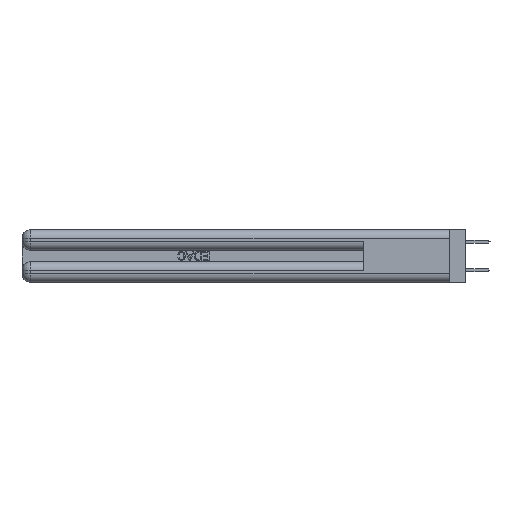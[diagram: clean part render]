
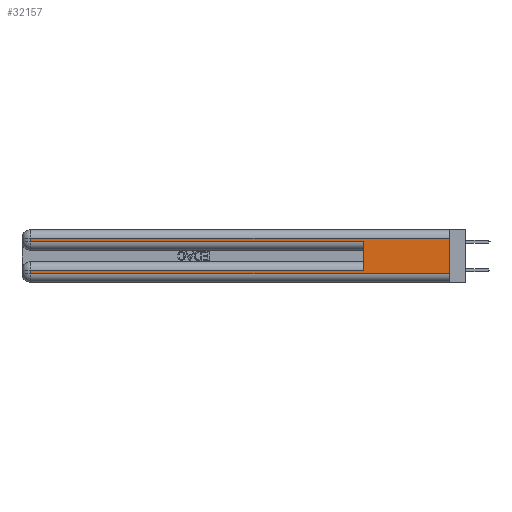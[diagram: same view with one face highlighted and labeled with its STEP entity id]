
A CAD part, left-side view. The second image highlights one B-rep face of the part: STEP entity #32157.
In plain terms, the highlighted planar face has unit normal (-1, 0, 0).
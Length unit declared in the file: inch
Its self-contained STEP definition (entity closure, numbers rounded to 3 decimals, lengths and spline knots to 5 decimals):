
#114 = DIRECTION ( 'NONE',  ( 1., 0., 0. ) ) ;
#574 = ORIENTED_EDGE ( 'NONE', *, *, #3397, .F. ) ;
#681 = AXIS2_PLACEMENT_3D ( 'NONE', #9252, #114, #27930 ) ;
#821 = VECTOR ( 'NONE', #5692, 39.37008 ) ;
#1648 = DIRECTION ( 'NONE',  ( 0., 0., -1. ) ) ;
#2099 = VECTOR ( 'NONE', #38577, 39.37008 ) ;
#2549 = DIRECTION ( 'NONE',  ( 0., 0., -1. ) ) ;
#2945 = VECTOR ( 'NONE', #4392, 39.37008 ) ;
#3397 = EDGE_CURVE ( 'NONE', #5805, #9462, #11079, .T. ) ;
#4392 = DIRECTION ( 'NONE',  ( 0., 1., 0. ) ) ;
#5005 = CARTESIAN_POINT ( 'NONE',  ( 0., 2.94, 0.37 ) ) ;
#5692 = DIRECTION ( 'NONE',  ( 0., 0., 1. ) ) ;
#5805 = VERTEX_POINT ( 'NONE', #10458 ) ;
#6186 = CARTESIAN_POINT ( 'NONE',  ( 0., 2.94, 0.085 ) ) ;
#6675 = ORIENTED_EDGE ( 'NONE', *, *, #13995, .T. ) ;
#7757 = CARTESIAN_POINT ( 'NONE',  ( 0., 0.6, 0.285 ) ) ;
#8213 = DIRECTION ( 'NONE',  ( 0., 1., 0. ) ) ;
#9252 = CARTESIAN_POINT ( 'NONE',  ( 0., 0., 0.37 ) ) ;
#9462 = VERTEX_POINT ( 'NONE', #7757 ) ;
#9514 = CARTESIAN_POINT ( 'NONE',  ( 0., 2.94, 0.06 ) ) ;
#9654 = FACE_OUTER_BOUND ( 'NONE', #11802, .T. ) ;
#10458 = CARTESIAN_POINT ( 'NONE',  ( 0., 0.6, 0.085 ) ) ;
#11079 = LINE ( 'NONE', #24885, #821 ) ;
#11802 = EDGE_LOOP ( 'NONE', ( #21715, #20184, #6675, #16138, #574, #19387, #17363, #29796 ) ) ;
#13377 = VECTOR ( 'NONE', #1648, 39.37008 ) ;
#13995 = EDGE_CURVE ( 'NONE', #24978, #26585, #23531, .T. ) ;
#15842 = CARTESIAN_POINT ( 'NONE',  ( 0., 2.94, 0.285 ) ) ;
#16138 = ORIENTED_EDGE ( 'NONE', *, *, #29031, .T. ) ;
#17363 = ORIENTED_EDGE ( 'NONE', *, *, #27637, .T. ) ;
#18628 = LINE ( 'NONE', #32312, #2099 ) ;
#19387 = ORIENTED_EDGE ( 'NONE', *, *, #34683, .T. ) ;
#19917 = VERTEX_POINT ( 'NONE', #37440 ) ;
#20184 = ORIENTED_EDGE ( 'NONE', *, *, #33445, .T. ) ;
#20286 = CARTESIAN_POINT ( 'NONE',  ( 0., 2.94, 0.37 ) ) ;
#21320 = VERTEX_POINT ( 'NONE', #34163 ) ;
#21715 = ORIENTED_EDGE ( 'NONE', *, *, #30552, .F. ) ;
#23531 = LINE ( 'NONE', #5005, #37203 ) ;
#24418 = LINE ( 'NONE', #26892, #40027 ) ;
#24885 = CARTESIAN_POINT ( 'NONE',  ( 0., 0.6, 0.145 ) ) ;
#24978 = VERTEX_POINT ( 'NONE', #36421 ) ;
#26585 = VERTEX_POINT ( 'NONE', #15842 ) ;
#26892 = CARTESIAN_POINT ( 'NONE',  ( 0., 0., 0.31 ) ) ;
#27077 = DIRECTION ( 'NONE',  ( 0., -1., 0. ) ) ;
#27637 = EDGE_CURVE ( 'NONE', #27969, #39915, #39734, .T. ) ;
#27930 = DIRECTION ( 'NONE',  ( 0., 0., -1. ) ) ;
#27969 = VERTEX_POINT ( 'NONE', #6186 ) ;
#29031 = EDGE_CURVE ( 'NONE', #26585, #9462, #18628, .T. ) ;
#29237 = LINE ( 'NONE', #38449, #2945 ) ;
#29796 = ORIENTED_EDGE ( 'NONE', *, *, #38487, .T. ) ;
#29814 = CARTESIAN_POINT ( 'NONE',  ( 0., 0., 0.06 ) ) ;
#30088 = DIRECTION ( 'NONE',  ( 0., 0., -1. ) ) ;
#30400 = LINE ( 'NONE', #29814, #35252 ) ;
#30552 = EDGE_CURVE ( 'NONE', #21320, #19917, #35021, .T. ) ;
#30935 = PLANE ( 'NONE',  #681 ) ;
#32157 = ADVANCED_FACE ( 'NONE', ( #9654 ), #30935, .F. ) ;
#32312 = CARTESIAN_POINT ( 'NONE',  ( 0., 0., 0.285 ) ) ;
#33445 = EDGE_CURVE ( 'NONE', #21320, #24978, #24418, .T. ) ;
#34163 = CARTESIAN_POINT ( 'NONE',  ( 0., 0., 0.31 ) ) ;
#34683 = EDGE_CURVE ( 'NONE', #5805, #27969, #29237, .T. ) ;
#35021 = LINE ( 'NONE', #40132, #39462 ) ;
#35252 = VECTOR ( 'NONE', #27077, 39.37008 ) ;
#36421 = CARTESIAN_POINT ( 'NONE',  ( 0., 2.94, 0.31 ) ) ;
#37203 = VECTOR ( 'NONE', #30088, 39.37008 ) ;
#37440 = CARTESIAN_POINT ( 'NONE',  ( 0., 0., 0.06 ) ) ;
#38449 = CARTESIAN_POINT ( 'NONE',  ( 0., 0., 0.085 ) ) ;
#38487 = EDGE_CURVE ( 'NONE', #39915, #19917, #30400, .T. ) ;
#38577 = DIRECTION ( 'NONE',  ( 0., -1., 0. ) ) ;
#39462 = VECTOR ( 'NONE', #2549, 39.37008 ) ;
#39734 = LINE ( 'NONE', #20286, #13377 ) ;
#39915 = VERTEX_POINT ( 'NONE', #9514 ) ;
#40027 = VECTOR ( 'NONE', #8213, 39.37008 ) ;
#40132 = CARTESIAN_POINT ( 'NONE',  ( 0., 0., 0.37 ) ) ;
